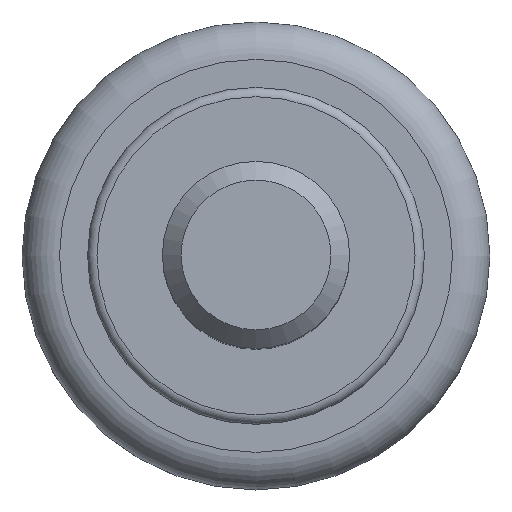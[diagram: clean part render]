
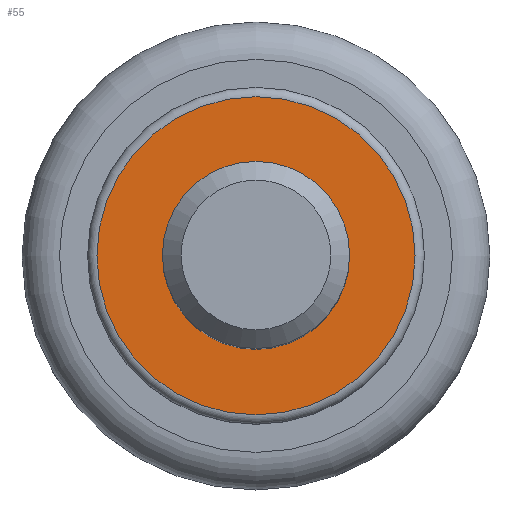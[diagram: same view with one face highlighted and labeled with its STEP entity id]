
A CAD part, top view. The second image highlights one B-rep face of the part: STEP entity #55.
In plain terms, the highlighted planar face has unit normal (0, 0, 1).
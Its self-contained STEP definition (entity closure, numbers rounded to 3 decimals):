
#55 = ADVANCED_FACE( '', ( #112, #113 ), #114, .F. );
#112 = FACE_OUTER_BOUND( '', #161, .T. );
#113 = FACE_BOUND( '', #162, .T. );
#114 = PLANE( '', #163 );
#161 = EDGE_LOOP( '', ( #224 ) );
#162 = EDGE_LOOP( '', ( #225 ) );
#163 = AXIS2_PLACEMENT_3D( '', #226, #227, #228 );
#224 = ORIENTED_EDGE( '', *, *, #234, .T. );
#225 = ORIENTED_EDGE( '', *, *, #245, .F. );
#226 = CARTESIAN_POINT( '', ( 9., 0., 10. ) );
#227 = DIRECTION( '', ( 0., 0., -1. ) );
#228 = DIRECTION( '', ( -1., 0., 0. ) );
#234 = EDGE_CURVE( '', #258, #258, #259, .F. );
#245 = EDGE_CURVE( '', #274, #274, #275, .T. );
#258 = VERTEX_POINT( '', #289 );
#259 = CIRCLE( '', #290, 8.5 );
#274 = VERTEX_POINT( '', #305 );
#275 = CIRCLE( '', #306, 5. );
#289 = CARTESIAN_POINT( '', ( -8.5, 0., 10. ) );
#290 = AXIS2_PLACEMENT_3D( '', #321, #322, #323 );
#305 = CARTESIAN_POINT( '', ( 5., 0., 10. ) );
#306 = AXIS2_PLACEMENT_3D( '', #336, #337, #338 );
#321 = CARTESIAN_POINT( '', ( 0., 0., 10. ) );
#322 = DIRECTION( '', ( 0., 0., -1. ) );
#323 = DIRECTION( '', ( -1., 0., 0. ) );
#336 = CARTESIAN_POINT( '', ( 0., 0., 10. ) );
#337 = DIRECTION( '', ( 0., 0., 1. ) );
#338 = DIRECTION( '', ( 1., 0., 0. ) );
